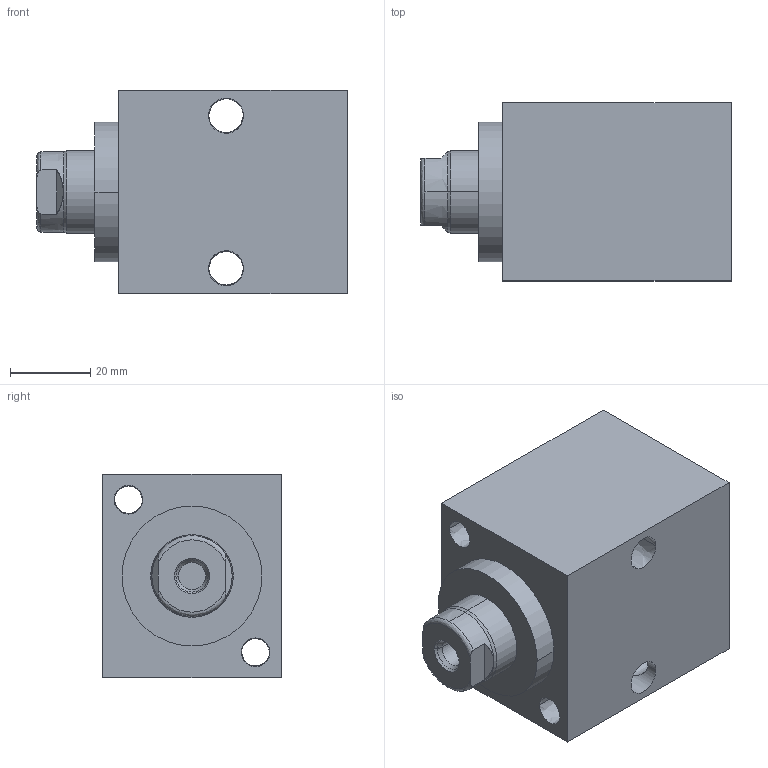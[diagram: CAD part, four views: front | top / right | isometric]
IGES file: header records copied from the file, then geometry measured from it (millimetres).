
Start section:  PTC IGES file: ilcm42012002.igs
Global section: file name: ilcm42012002.igs; native system: Pro/ENGINEER by Parametric Technology Corporation; preprocessor: 2007460; author: GLR; organization: Unknown; date: 20081215.101553; units: millimetre
Bounding box: 77.47 x 44.45 x 50.8 mm (x, y, z)
Surface area: 23115.1 mm2 (no closed solid volume)
Topology: 0 solids, 0 shells, 75 faces, 344 edges, 344 vertices
Faces by surface type: revolution 53, bspline 22
